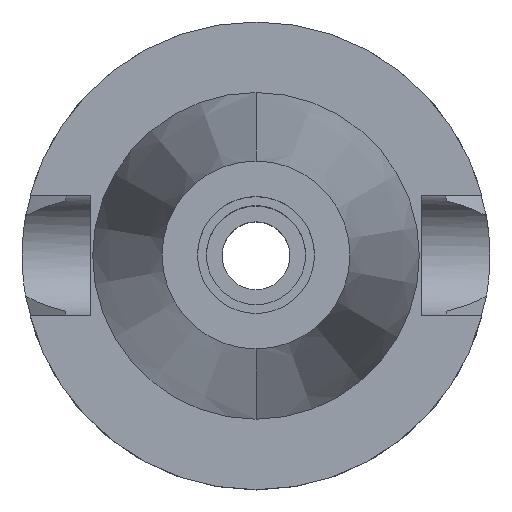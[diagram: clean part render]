
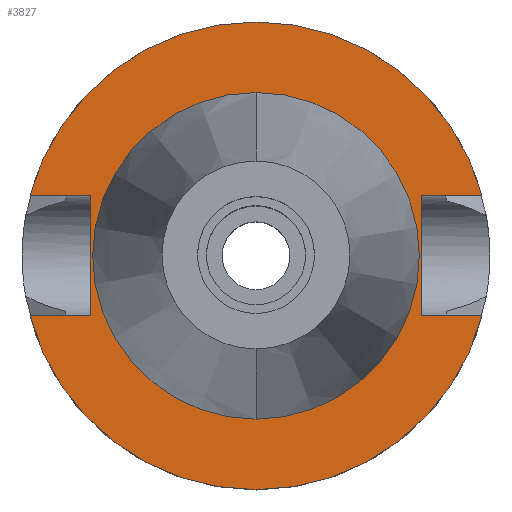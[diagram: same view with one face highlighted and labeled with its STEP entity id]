
A CAD part, top view. The second image highlights one B-rep face of the part: STEP entity #3827.
In plain terms, the highlighted planar face has unit normal (0, 0, 1).
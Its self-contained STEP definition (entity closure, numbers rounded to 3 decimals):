
#1606=DIRECTION('',(1.,0.,0.));
#1607=VECTOR('',#1606,12.921);
#1608=CARTESIAN_POINT('',(35.4,12.85,-1.5));
#1609=LINE('',#1608,#1607);
#1653=DIRECTION('',(0.,1.,0.));
#1654=VECTOR('',#1653,25.7);
#1655=CARTESIAN_POINT('',(-35.4,-12.85,-1.5));
#1656=LINE('',#1655,#1654);
#1660=DIRECTION('',(-1.,0.,0.));
#1661=VECTOR('',#1660,12.921);
#1662=CARTESIAN_POINT('',(-35.4,12.85,-1.5));
#1663=LINE('',#1662,#1661);
#1667=CARTESIAN_POINT('',(0.,0.,-1.5));
#1668=DIRECTION('',(0.,0.,-1.));
#1669=DIRECTION('',(-0.966,0.257,0.));
#1670=AXIS2_PLACEMENT_3D('',#1667,#1668,#1669);
#1675=CARTESIAN_POINT('',(0.,0.,-1.5));
#1676=DIRECTION('',(0.,0.,-1.));
#1677=DIRECTION('',(0.,1.,0.));
#1678=AXIS2_PLACEMENT_3D('',#1675,#1676,#1677);
#1683=DIRECTION('',(0.,-1.,0.));
#1684=VECTOR('',#1683,25.7);
#1685=CARTESIAN_POINT('',(35.4,12.85,-1.5));
#1686=LINE('',#1685,#1684);
#1690=DIRECTION('',(1.,0.,0.));
#1691=VECTOR('',#1690,12.921);
#1692=CARTESIAN_POINT('',(35.4,-12.85,-1.5));
#1693=LINE('',#1692,#1691);
#1697=CARTESIAN_POINT('',(0.,0.,-1.5));
#1698=DIRECTION('',(0.,0.,-1.));
#1699=DIRECTION('',(0.966,-0.257,0.));
#1700=AXIS2_PLACEMENT_3D('',#1697,#1698,#1699);
#1705=CARTESIAN_POINT('',(0.,0.,-1.5));
#1706=DIRECTION('',(0.,0.,-1.));
#1707=DIRECTION('',(0.,-1.,0.));
#1708=AXIS2_PLACEMENT_3D('',#1705,#1706,#1707);
#1713=CARTESIAN_POINT('',(0.,0.,-1.5));
#1714=DIRECTION('',(0.,0.,1.));
#1715=DIRECTION('',(0.,-1.,0.));
#1716=AXIS2_PLACEMENT_3D('',#1713,#1714,#1715);
#1721=CARTESIAN_POINT('',(0.,0.,-1.5));
#1722=DIRECTION('',(0.,0.,1.));
#1723=DIRECTION('',(0.,1.,0.));
#1724=AXIS2_PLACEMENT_3D('',#1721,#1722,#1723);
#1759=DIRECTION('',(-1.,0.,0.));
#1760=VECTOR('',#1759,12.921);
#1761=CARTESIAN_POINT('',(-35.4,-12.85,-1.5));
#1762=LINE('',#1761,#1760);
#2671=CARTESIAN_POINT('',(-35.4,-12.85,-1.5));
#2672=VERTEX_POINT('',#2671);
#2673=CARTESIAN_POINT('',(-48.321,-12.85,-1.5));
#2674=VERTEX_POINT('',#2673);
#2677=CARTESIAN_POINT('',(-35.4,12.85,-1.5));
#2678=VERTEX_POINT('',#2677);
#2679=CARTESIAN_POINT('',(-48.321,12.85,-1.5));
#2680=VERTEX_POINT('',#2679);
#2681=CARTESIAN_POINT('',(0.,50.,-1.5));
#2682=CARTESIAN_POINT('',(48.321,12.85,-1.5));
#2683=VERTEX_POINT('',#2681);
#2684=VERTEX_POINT('',#2682);
#2685=CARTESIAN_POINT('',(35.4,12.85,-1.5));
#2686=VERTEX_POINT('',#2685);
#2687=CARTESIAN_POINT('',(35.4,-12.85,-1.5));
#2688=VERTEX_POINT('',#2687);
#2689=CARTESIAN_POINT('',(48.321,-12.85,-1.5));
#2690=VERTEX_POINT('',#2689);
#2691=CARTESIAN_POINT('',(0.,-50.,-1.5));
#2692=VERTEX_POINT('',#2691);
#2693=CARTESIAN_POINT('',(0.,-34.925,-1.5));
#2694=CARTESIAN_POINT('',(0.,34.925,-1.5));
#2695=VERTEX_POINT('',#2693);
#2696=VERTEX_POINT('',#2694);
#3796=CARTESIAN_POINT('',(0.,0.,-1.5));
#3797=DIRECTION('',(0.,0.,-1.));
#3798=DIRECTION('',(0.,-1.,0.));
#3799=AXIS2_PLACEMENT_3D('',#3796,#3797,#3798);
#3800=PLANE('',#3799);
#3802=ORIENTED_EDGE('',*,*,#3801,.T.);
#3804=ORIENTED_EDGE('',*,*,#3803,.T.);
#3806=ORIENTED_EDGE('',*,*,#3805,.T.);
#3808=ORIENTED_EDGE('',*,*,#3807,.T.);
#3809=ORIENTED_EDGE('',*,*,#3772,.F.);
#3810=ORIENTED_EDGE('',*,*,#3786,.T.);
#3812=ORIENTED_EDGE('',*,*,#3811,.T.);
#3814=ORIENTED_EDGE('',*,*,#3813,.T.);
#3816=ORIENTED_EDGE('',*,*,#3815,.T.);
#3818=ORIENTED_EDGE('',*,*,#3817,.F.);
#3819=EDGE_LOOP('',(#3802,#3804,#3806,#3808,#3809,#3810,#3812,#3814,#3816,
#3818));
#3820=FACE_OUTER_BOUND('',#3819,.F.);
#3822=ORIENTED_EDGE('',*,*,#3821,.T.);
#3824=ORIENTED_EDGE('',*,*,#3823,.T.);
#3825=EDGE_LOOP('',(#3822,#3824));
#3826=FACE_BOUND('',#3825,.F.);
#1671=CIRCLE('',#1670,50.);
#1679=CIRCLE('',#1678,50.);
#1701=CIRCLE('',#1700,50.);
#1709=CIRCLE('',#1708,50.);
#1717=CIRCLE('',#1716,34.925);
#1725=CIRCLE('',#1724,34.925);
#3772=EDGE_CURVE('',#2686,#2684,#1609,.T.);
#3786=EDGE_CURVE('',#2686,#2688,#1686,.T.);
#3801=EDGE_CURVE('',#2672,#2678,#1656,.T.);
#3803=EDGE_CURVE('',#2678,#2680,#1663,.T.);
#3805=EDGE_CURVE('',#2680,#2683,#1671,.T.);
#3807=EDGE_CURVE('',#2683,#2684,#1679,.T.);
#3811=EDGE_CURVE('',#2688,#2690,#1693,.T.);
#3813=EDGE_CURVE('',#2690,#2692,#1701,.T.);
#3815=EDGE_CURVE('',#2692,#2674,#1709,.T.);
#3817=EDGE_CURVE('',#2672,#2674,#1762,.T.);
#3821=EDGE_CURVE('',#2695,#2696,#1717,.T.);
#3823=EDGE_CURVE('',#2696,#2695,#1725,.T.);
#3827=ADVANCED_FACE('',(#3820,#3826),#3800,.F.);
